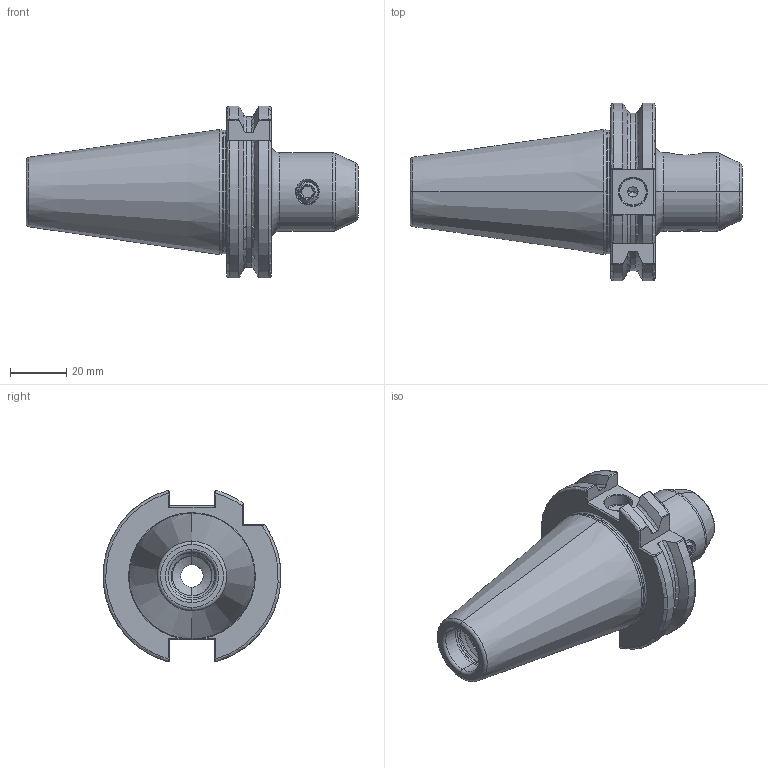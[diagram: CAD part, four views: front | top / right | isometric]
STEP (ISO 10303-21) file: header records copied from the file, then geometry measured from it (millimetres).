
FILE_DESCRIPTION (( 'STEP AP203' ), '1' );
FILE_NAME ('402.04.08.STEP', '2016-11-25T08:56:45', ( '' ), ( '' ), 'SwSTEP 2.0', 'SolidWorks 2012', '' );
FILE_SCHEMA (( 'CONFIG_CONTROL_DESIGN' ));
Length unit declared in the file: millimetre
Products named in the file (3): 側固8_M8x1.25_10L; 402.04.08
Assembly tree (2 placements, depth 2):
  402.04.08
    402.04.08
    側固8_M8x1.25_10L
Bounding box: 118.4 x 63.34 x 61.24 mm (x, y, z)
Volume: 114708.9 mm3; surface area: 25580.2 mm2
Topology: 2 solids, 2 shells, 249 faces, 660 edges, 409 vertices
Faces by surface type: cylinder 88, plane 53, cone 42, bspline 32, torus 32, sphere 2
Entity records: 19379 total; most frequent: CARTESIAN_POINT 13705, ORIENTED_EDGE 1296, DIRECTION 926, EDGE_CURVE 648, VERTEX_POINT 409, AXIS2_PLACEMENT_3D 359, EDGE_LOOP 259, ADVANCED_FACE 249
